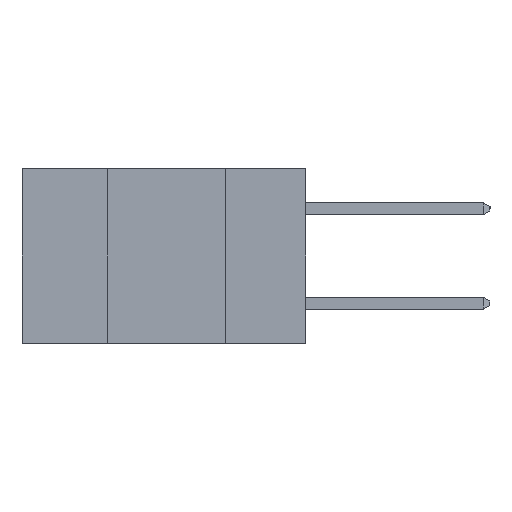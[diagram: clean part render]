
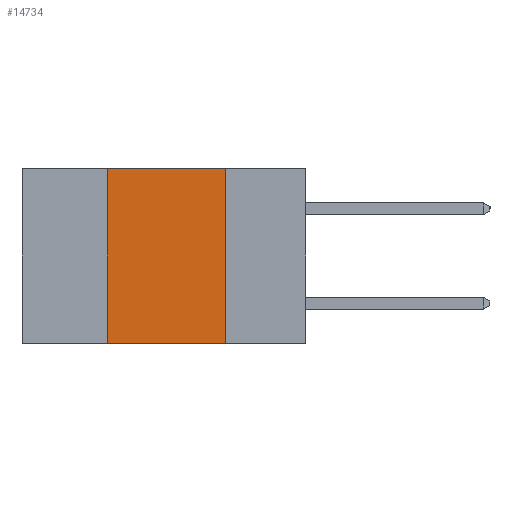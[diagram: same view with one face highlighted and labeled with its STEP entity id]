
A CAD part, left-side view. The second image highlights one B-rep face of the part: STEP entity #14734.
In plain terms, the highlighted planar face has unit normal (-1, 0, 0).
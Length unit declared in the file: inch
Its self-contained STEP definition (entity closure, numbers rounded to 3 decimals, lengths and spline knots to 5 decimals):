
#624 = VERTEX_POINT ( 'NONE', #26175 ) ;
#1235 = VERTEX_POINT ( 'NONE', #12709 ) ;
#1293 = EDGE_CURVE ( 'NONE', #19799, #1235, #4829, .T. ) ;
#1861 = EDGE_CURVE ( 'NONE', #14286, #19799, #13348, .T. ) ;
#2440 = EDGE_CURVE ( 'NONE', #14286, #624, #11407, .T. ) ;
#3408 = DIRECTION ( 'NONE',  ( 0., -1., 0. ) ) ;
#3526 = CARTESIAN_POINT ( 'NONE',  ( 0., 0.42, 0. ) ) ;
#4829 = LINE ( 'NONE', #17598, #8780 ) ;
#5000 = CARTESIAN_POINT ( 'NONE',  ( 0., 0.17, -0.37 ) ) ;
#6224 = VECTOR ( 'NONE', #11301, 39.37008 ) ;
#7179 = LINE ( 'NONE', #5000, #17277 ) ;
#7577 = DIRECTION ( 'NONE',  ( 0., 0., -1. ) ) ;
#7868 = PLANE ( 'NONE',  #15735 ) ;
#8780 = VECTOR ( 'NONE', #23431, 39.37008 ) ;
#9566 = EDGE_CURVE ( 'NONE', #1235, #624, #7179, .T. ) ;
#9901 = EDGE_LOOP ( 'NONE', ( #14221, #14521, #24081, #19744 ) ) ;
#10066 = CARTESIAN_POINT ( 'NONE',  ( 0., 0.42, -0.37 ) ) ;
#11301 = DIRECTION ( 'NONE',  ( 0., 0., 1. ) ) ;
#11407 = LINE ( 'NONE', #22009, #19699 ) ;
#12208 = FACE_OUTER_BOUND ( 'NONE', #9901, .T. ) ;
#12709 = CARTESIAN_POINT ( 'NONE',  ( 0., 0.17, 0. ) ) ;
#13348 = LINE ( 'NONE', #15130, #6224 ) ;
#13979 = DIRECTION ( 'NONE',  ( 0., 0., -1. ) ) ;
#14221 = ORIENTED_EDGE ( 'NONE', *, *, #9566, .F. ) ;
#14286 = VERTEX_POINT ( 'NONE', #10066 ) ;
#14521 = ORIENTED_EDGE ( 'NONE', *, *, #1293, .F. ) ;
#14734 = ADVANCED_FACE ( 'NONE', ( #12208 ), #7868, .F. ) ;
#15130 = CARTESIAN_POINT ( 'NONE',  ( 0., 0.42, -0.37 ) ) ;
#15735 = AXIS2_PLACEMENT_3D ( 'NONE', #26764, #16299, #13979 ) ;
#16299 = DIRECTION ( 'NONE',  ( 1., 0., 0. ) ) ;
#17277 = VECTOR ( 'NONE', #7577, 39.37008 ) ;
#17598 = CARTESIAN_POINT ( 'NONE',  ( 0., 0.6, 0. ) ) ;
#19699 = VECTOR ( 'NONE', #3408, 39.37008 ) ;
#19744 = ORIENTED_EDGE ( 'NONE', *, *, #2440, .T. ) ;
#19799 = VERTEX_POINT ( 'NONE', #3526 ) ;
#22009 = CARTESIAN_POINT ( 'NONE',  ( 0., 0.6, -0.37 ) ) ;
#23431 = DIRECTION ( 'NONE',  ( 0., -1., 0. ) ) ;
#24081 = ORIENTED_EDGE ( 'NONE', *, *, #1861, .F. ) ;
#26175 = CARTESIAN_POINT ( 'NONE',  ( 0., 0.17, -0.37 ) ) ;
#26764 = CARTESIAN_POINT ( 'NONE',  ( 0., 0.6, 0. ) ) ;
